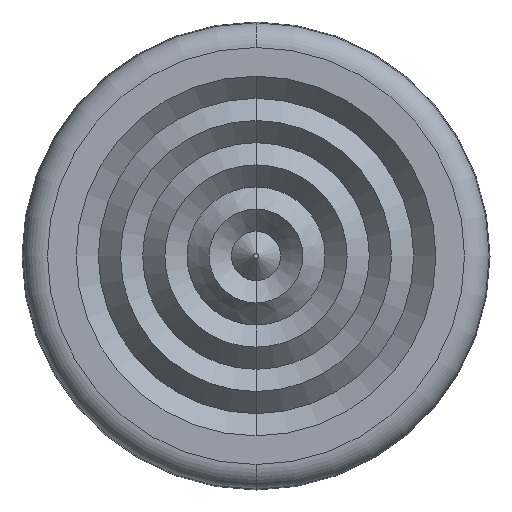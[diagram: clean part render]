
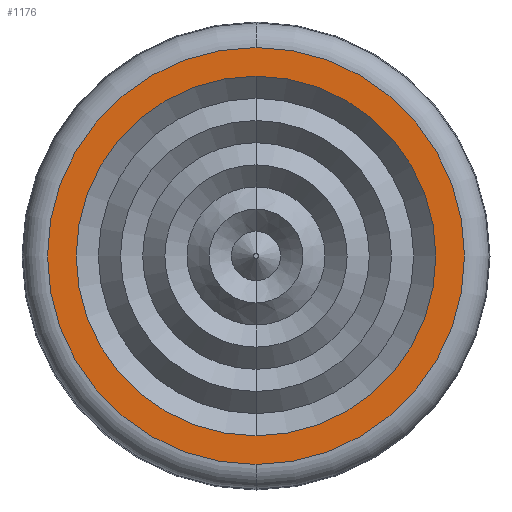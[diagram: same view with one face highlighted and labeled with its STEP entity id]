
A CAD part, front view. The second image highlights one B-rep face of the part: STEP entity #1176.
In plain terms, the highlighted planar face has unit normal (0, -1, 0).
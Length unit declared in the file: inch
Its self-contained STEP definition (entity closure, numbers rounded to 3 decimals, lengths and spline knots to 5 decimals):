
#192 = FACE_BOUND ( 'NONE', #1866, .T. ) ;
#239 = AXIS2_PLACEMENT_3D ( 'NONE', #276, #301, #312 ) ;
#253 = PLANE ( 'NONE',  #239 ) ;
#276 = CARTESIAN_POINT ( 'NONE',  ( 0., -0.03, 0. ) ) ;
#301 = DIRECTION ( 'NONE',  ( 0., -1., 0. ) ) ;
#312 = DIRECTION ( 'NONE',  ( 0., 0., -1. ) ) ;
#378 = FACE_OUTER_BOUND ( 'NONE', #2128, .T. ) ;
#421 = EDGE_CURVE ( 'NONE', #425, #3301, #578, .T. ) ;
#425 = VERTEX_POINT ( 'NONE', #1617 ) ;
#469 = AXIS2_PLACEMENT_3D ( 'NONE', #1198, #1186, #1159 ) ;
#578 = CIRCLE ( 'NONE', #2075, 0.08465 ) ;
#672 = CIRCLE ( 'NONE', #2059, 0.073 ) ;
#703 = CIRCLE ( 'NONE', #3123, 0.08465 ) ;
#948 = EDGE_CURVE ( 'NONE', #3257, #3492, #2807, .T. ) ;
#1098 = ORIENTED_EDGE ( 'NONE', *, *, #948, .T. ) ;
#1159 = DIRECTION ( 'NONE',  ( 0., 0., 1. ) ) ;
#1176 = ADVANCED_FACE ( 'NONE', ( #378, #192 ), #253, .T. ) ;
#1186 = DIRECTION ( 'NONE',  ( 0., 1., 0. ) ) ;
#1192 = ORIENTED_EDGE ( 'NONE', *, *, #2529, .T. ) ;
#1198 = CARTESIAN_POINT ( 'NONE',  ( 0., -0.03, 0. ) ) ;
#1233 = ORIENTED_EDGE ( 'NONE', *, *, #421, .T. ) ;
#1235 = DIRECTION ( 'NONE',  ( 0., 0., 1. ) ) ;
#1239 = DIRECTION ( 'NONE',  ( 0., 1., 0. ) ) ;
#1249 = CARTESIAN_POINT ( 'NONE',  ( 0., -0.03, 0. ) ) ;
#1369 = ORIENTED_EDGE ( 'NONE', *, *, #2884, .T. ) ;
#1617 = CARTESIAN_POINT ( 'NONE',  ( 0., -0.03, 0.08465 ) ) ;
#1709 = DIRECTION ( 'NONE',  ( 0., -1., 0. ) ) ;
#1716 = CARTESIAN_POINT ( 'NONE',  ( 0., -0.03, 0. ) ) ;
#1727 = DIRECTION ( 'NONE',  ( 0., 0., -1. ) ) ;
#1866 = EDGE_LOOP ( 'NONE', ( #1192, #1098 ) ) ;
#2059 = AXIS2_PLACEMENT_3D ( 'NONE', #1249, #1239, #1235 ) ;
#2075 = AXIS2_PLACEMENT_3D ( 'NONE', #1716, #1709, #1727 ) ;
#2128 = EDGE_LOOP ( 'NONE', ( #1369, #1233 ) ) ;
#2195 = CARTESIAN_POINT ( 'NONE',  ( 0., -0.03, -0.08465 ) ) ;
#2529 = EDGE_CURVE ( 'NONE', #3492, #3257, #672, .T. ) ;
#2807 = CIRCLE ( 'NONE', #469, 0.073 ) ;
#2884 = EDGE_CURVE ( 'NONE', #3301, #425, #703, .T. ) ;
#3026 = CARTESIAN_POINT ( 'NONE',  ( 0., -0.03, 0.073 ) ) ;
#3123 = AXIS2_PLACEMENT_3D ( 'NONE', #3281, #3265, #3379 ) ;
#3257 = VERTEX_POINT ( 'NONE', #3026 ) ;
#3265 = DIRECTION ( 'NONE',  ( 0., -1., 0. ) ) ;
#3281 = CARTESIAN_POINT ( 'NONE',  ( 0., -0.03, 0. ) ) ;
#3301 = VERTEX_POINT ( 'NONE', #2195 ) ;
#3379 = DIRECTION ( 'NONE',  ( 0., 0., -1. ) ) ;
#3492 = VERTEX_POINT ( 'NONE', #3570 ) ;
#3570 = CARTESIAN_POINT ( 'NONE',  ( 0., -0.03, -0.073 ) ) ;
